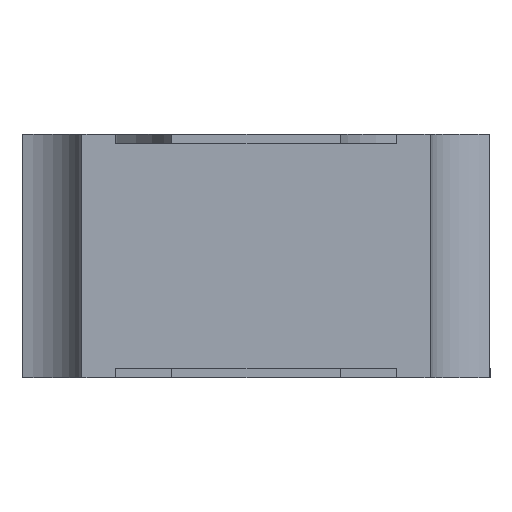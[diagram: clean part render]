
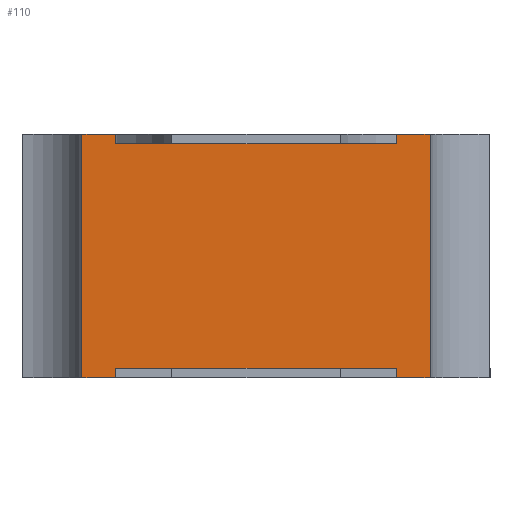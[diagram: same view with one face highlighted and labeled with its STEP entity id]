
A CAD part, left-side view. The second image highlights one B-rep face of the part: STEP entity #110.
In plain terms, the highlighted planar face has unit normal (-1, 0, 0).
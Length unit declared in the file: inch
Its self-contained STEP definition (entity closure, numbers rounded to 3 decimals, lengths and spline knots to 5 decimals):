
#23 = LINE ( 'NONE', #885, #1328 ) ;
#45 = EDGE_CURVE ( 'NONE', #118, #1850, #2231, .T. ) ;
#48 = VERTEX_POINT ( 'NONE', #1815 ) ;
#75 = CARTESIAN_POINT ( 'NONE',  ( -0.0625, -0.0372, 0.052 ) ) ;
#87 = CARTESIAN_POINT ( 'NONE',  ( -0.0625, -0.0525, 0.05 ) ) ;
#110 = ADVANCED_FACE ( 'NONE', ( #140 ), #832, .F. ) ;
#118 = VERTEX_POINT ( 'NONE', #1662 ) ;
#124 = VERTEX_POINT ( 'NONE', #2346 ) ;
#140 = FACE_OUTER_BOUND ( 'NONE', #2429, .T. ) ;
#146 = VECTOR ( 'NONE', #1921, 39.37008 ) ;
#161 = CARTESIAN_POINT ( 'NONE',  ( -0.0625, -0.0372, 0.002 ) ) ;
#182 = DIRECTION ( 'NONE',  ( 0., -1., 0. ) ) ;
#196 = CARTESIAN_POINT ( 'NONE',  ( -0.0625, -0.0525, 0.052 ) ) ;
#211 = VERTEX_POINT ( 'NONE', #1291 ) ;
#240 = ORIENTED_EDGE ( 'NONE', *, *, #863, .T. ) ;
#284 = ORIENTED_EDGE ( 'NONE', *, *, #897, .T. ) ;
#309 = DIRECTION ( 'NONE',  ( 0., -1., 0. ) ) ;
#339 = CARTESIAN_POINT ( 'NONE',  ( -0.0625, 0.02999, 0.052 ) ) ;
#341 = ORIENTED_EDGE ( 'NONE', *, *, #45, .T. ) ;
#357 = DIRECTION ( 'NONE',  ( 0., 0., -1. ) ) ;
#360 = EDGE_CURVE ( 'NONE', #1850, #946, #1570, .T. ) ;
#402 = VECTOR ( 'NONE', #1364, 39.37008 ) ;
#485 = EDGE_CURVE ( 'NONE', #1502, #211, #1855, .T. ) ;
#496 = ORIENTED_EDGE ( 'NONE', *, *, #1223, .T. ) ;
#502 = DIRECTION ( 'NONE',  ( 0., 0., 1. ) ) ;
#504 = CARTESIAN_POINT ( 'NONE',  ( -0.0625, 0.02999, 0.002 ) ) ;
#542 = CARTESIAN_POINT ( 'NONE',  ( -0.0625, 0.0372, 0. ) ) ;
#620 = CARTESIAN_POINT ( 'NONE',  ( -0.0625, -0.0372, 0. ) ) ;
#630 = DIRECTION ( 'NONE',  ( 0., 0., 1. ) ) ;
#687 = VECTOR ( 'NONE', #309, 39.37008 ) ;
#706 = VERTEX_POINT ( 'NONE', #958 ) ;
#707 = VECTOR ( 'NONE', #357, 39.37008 ) ;
#716 = LINE ( 'NONE', #504, #402 ) ;
#743 = ORIENTED_EDGE ( 'NONE', *, *, #2095, .T. ) ;
#775 = VECTOR ( 'NONE', #1884, 39.37008 ) ;
#780 = DIRECTION ( 'NONE',  ( 0., 0., -1. ) ) ;
#832 = PLANE ( 'NONE',  #1416 ) ;
#863 = EDGE_CURVE ( 'NONE', #706, #1778, #2096, .T. ) ;
#885 = CARTESIAN_POINT ( 'NONE',  ( -0.0625, -0.0372, 0.002 ) ) ;
#897 = EDGE_CURVE ( 'NONE', #48, #1502, #1477, .T. ) ;
#946 = VERTEX_POINT ( 'NONE', #339 ) ;
#958 = CARTESIAN_POINT ( 'NONE',  ( -0.0625, 0.0372, 0.052 ) ) ;
#1025 = CARTESIAN_POINT ( 'NONE',  ( -0.0625, -0.0525, 0.052 ) ) ;
#1026 = VECTOR ( 'NONE', #502, 39.37008 ) ;
#1066 = ORIENTED_EDGE ( 'NONE', *, *, #360, .T. ) ;
#1078 = ORIENTED_EDGE ( 'NONE', *, *, #2084, .F. ) ;
#1119 = ORIENTED_EDGE ( 'NONE', *, *, #2382, .T. ) ;
#1223 = EDGE_CURVE ( 'NONE', #211, #1728, #2561, .T. ) ;
#1257 = VERTEX_POINT ( 'NONE', #1672 ) ;
#1268 = LINE ( 'NONE', #196, #146 ) ;
#1275 = LINE ( 'NONE', #1025, #2546 ) ;
#1281 = EDGE_CURVE ( 'NONE', #1778, #124, #1380, .T. ) ;
#1291 = CARTESIAN_POINT ( 'NONE',  ( -0.0625, -0.03001, 0. ) ) ;
#1328 = VECTOR ( 'NONE', #2768, 39.37008 ) ;
#1343 = ORIENTED_EDGE ( 'NONE', *, *, #485, .T. ) ;
#1364 = DIRECTION ( 'NONE',  ( 0., 0., -1. ) ) ;
#1380 = LINE ( 'NONE', #1846, #687 ) ;
#1403 = EDGE_CURVE ( 'NONE', #48, #124, #716, .T. ) ;
#1416 = AXIS2_PLACEMENT_3D ( 'NONE', #161, #1874, #780 ) ;
#1420 = VERTEX_POINT ( 'NONE', #75 ) ;
#1455 = CARTESIAN_POINT ( 'NONE',  ( -0.0625, -0.03001, 0.002 ) ) ;
#1477 = LINE ( 'NONE', #1717, #775 ) ;
#1502 = VERTEX_POINT ( 'NONE', #1455 ) ;
#1554 = CARTESIAN_POINT ( 'NONE',  ( -0.0625, -0.0372, 0. ) ) ;
#1563 = ORIENTED_EDGE ( 'NONE', *, *, #1403, .F. ) ;
#1570 = LINE ( 'NONE', #2219, #1026 ) ;
#1662 = CARTESIAN_POINT ( 'NONE',  ( -0.0625, -0.03001, 0.05 ) ) ;
#1672 = CARTESIAN_POINT ( 'NONE',  ( -0.0625, -0.03001, 0.052 ) ) ;
#1717 = CARTESIAN_POINT ( 'NONE',  ( -0.0625, -0.03001, 0.002 ) ) ;
#1728 = VERTEX_POINT ( 'NONE', #1554 ) ;
#1741 = ORIENTED_EDGE ( 'NONE', *, *, #1992, .F. ) ;
#1772 = VECTOR ( 'NONE', #182, 39.37008 ) ;
#1778 = VERTEX_POINT ( 'NONE', #542 ) ;
#1815 = CARTESIAN_POINT ( 'NONE',  ( -0.0625, 0.02999, 0.002 ) ) ;
#1846 = CARTESIAN_POINT ( 'NONE',  ( -0.0625, -0.0372, 0. ) ) ;
#1850 = VERTEX_POINT ( 'NONE', #2529 ) ;
#1855 = LINE ( 'NONE', #1876, #707 ) ;
#1874 = DIRECTION ( 'NONE',  ( 1., 0., 0. ) ) ;
#1876 = CARTESIAN_POINT ( 'NONE',  ( -0.0625, -0.03001, 0.002 ) ) ;
#1884 = DIRECTION ( 'NONE',  ( 0., -1., 0. ) ) ;
#1921 = DIRECTION ( 'NONE',  ( 0., 1., 0. ) ) ;
#1992 = EDGE_CURVE ( 'NONE', #118, #1257, #2599, .T. ) ;
#2084 = EDGE_CURVE ( 'NONE', #1420, #1728, #23, .T. ) ;
#2095 = EDGE_CURVE ( 'NONE', #946, #706, #1268, .T. ) ;
#2096 = LINE ( 'NONE', #2540, #2723 ) ;
#2116 = DIRECTION ( 'NONE',  ( 0., 0., -1. ) ) ;
#2219 = CARTESIAN_POINT ( 'NONE',  ( -0.0625, 0.02999, 0.05 ) ) ;
#2231 = LINE ( 'NONE', #87, #2635 ) ;
#2346 = CARTESIAN_POINT ( 'NONE',  ( -0.0625, 0.02999, 0. ) ) ;
#2382 = EDGE_CURVE ( 'NONE', #1420, #1257, #1275, .T. ) ;
#2427 = ORIENTED_EDGE ( 'NONE', *, *, #1281, .T. ) ;
#2428 = VECTOR ( 'NONE', #630, 39.37008 ) ;
#2429 = EDGE_LOOP ( 'NONE', ( #1741, #341, #1066, #743, #240, #2427, #1563, #284, #1343, #496, #1078, #1119 ) ) ;
#2483 = DIRECTION ( 'NONE',  ( 0., 1., 0. ) ) ;
#2529 = CARTESIAN_POINT ( 'NONE',  ( -0.0625, 0.02999, 0.05 ) ) ;
#2540 = CARTESIAN_POINT ( 'NONE',  ( -0.0625, 0.0372, 0.002 ) ) ;
#2546 = VECTOR ( 'NONE', #2745, 39.37008 ) ;
#2561 = LINE ( 'NONE', #620, #1772 ) ;
#2586 = CARTESIAN_POINT ( 'NONE',  ( -0.0625, -0.03001, 0.05 ) ) ;
#2599 = LINE ( 'NONE', #2586, #2428 ) ;
#2635 = VECTOR ( 'NONE', #2483, 39.37008 ) ;
#2723 = VECTOR ( 'NONE', #2116, 39.37008 ) ;
#2745 = DIRECTION ( 'NONE',  ( 0., 1., 0. ) ) ;
#2768 = DIRECTION ( 'NONE',  ( 0., 0., -1. ) ) ;
